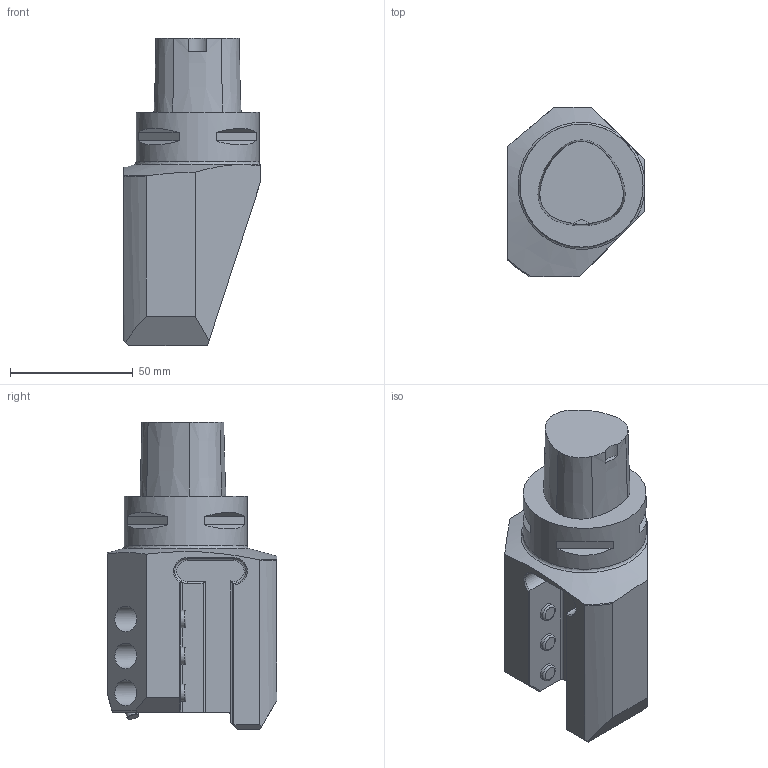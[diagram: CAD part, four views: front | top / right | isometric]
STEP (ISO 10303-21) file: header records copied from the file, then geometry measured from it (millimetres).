
FILE_DESCRIPTION(/* description */ (''),/* implementation_level */ '2;1');
FILE_NAME(/* name */ '1548389400377.stp',/* time_stamp */ '2019-01-25T09:40:17+05:00',/* author */ (''),/* organization */ ('SMS'),/* preprocessor_version */ 'ST-DEVELOPER v15',/* originating_system */ 'SIEMENS PLM Software NX 8.5',/* authorisation */ '');
FILE_SCHEMA (('AUTOMOTIVE_DESIGN { 1 0 10303 214 3 1 1 1 }'));
Length unit declared in the file: millimetre
Products named in the file (1): 112030250mod000_01
Bounding box: 55.5 x 69 x 125 mm (x, y, z)
Volume: 226992.5 mm3; surface area: 28456.7 mm2
Topology: 1 solids, 1 shells, 87 faces, 212 edges, 142 vertices
Faces by surface type: plane 50, cylinder 18, cone 12, torus 7
Full cylindrical faces by diameter (mm): 5 x1, 7 x3, 10.5 x3, 50 x1
Entity records: 2573 total; most frequent: CARTESIAN_POINT 547, DIRECTION 420, ORIENTED_EDGE 380, EDGE_CURVE 190, AXIS2_PLACEMENT_3D 160, VERTEX_POINT 130, EDGE_LOOP 112, LINE 100
